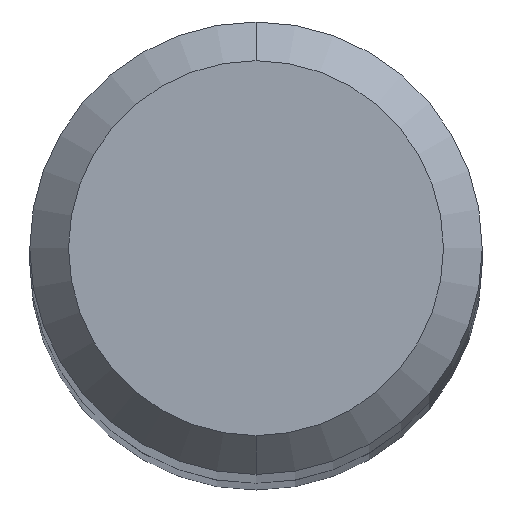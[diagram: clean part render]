
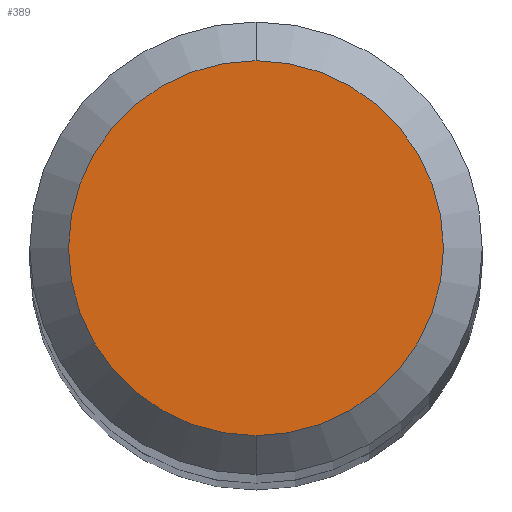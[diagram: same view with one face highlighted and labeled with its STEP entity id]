
A CAD part, top view. The second image highlights one B-rep face of the part: STEP entity #389.
In plain terms, the highlighted planar face has unit normal (0, 0, 1).
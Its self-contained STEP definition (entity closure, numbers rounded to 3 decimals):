
#199=EDGE_CURVE('',#307,#211,#478,.T.);
#211=VERTEX_POINT('',#492);
#217=EDGE_CURVE('',#211,#307,#498,.T.);
#307=VERTEX_POINT('',#599);
#389=ADVANCED_FACE('',(#688),#689,.T.);
#478=CIRCLE('',#814,1.45);
#492=CARTESIAN_POINT('',(0.0,1.45,0.0));
#498=CIRCLE('',#865,1.45);
#599=CARTESIAN_POINT('',(0.,-1.45,0.0));
#688=FACE_OUTER_BOUND('',#1255,.T.);
#689=PLANE('',#1256);
#814=AXIS2_PLACEMENT_3D('',#1358,#1359,#1360);
#865=AXIS2_PLACEMENT_3D('',#1388,#1389,#1390);
#1255=EDGE_LOOP('',(#1596,#1597));
#1256=AXIS2_PLACEMENT_3D('',#1598,#1599,#1600);
#1358=CARTESIAN_POINT('',(0.0,0.0,0.0));
#1359=DIRECTION('',(0.0,0.0,-1.0));
#1360=DIRECTION('',(0.0,1.0,0.0));
#1388=CARTESIAN_POINT('',(0.0,0.0,0.0));
#1389=DIRECTION('',(0.0,0.0,-1.0));
#1390=DIRECTION('',(0.0,1.0,0.0));
#1596=ORIENTED_EDGE('',*,*,#217,.F.);
#1597=ORIENTED_EDGE('',*,*,#199,.F.);
#1598=CARTESIAN_POINT('',(0.0,0.725,0.0));
#1599=DIRECTION('',(-0.0,0.0,1.0));
#1600=DIRECTION('',(0.0,-1.0,0.0));
